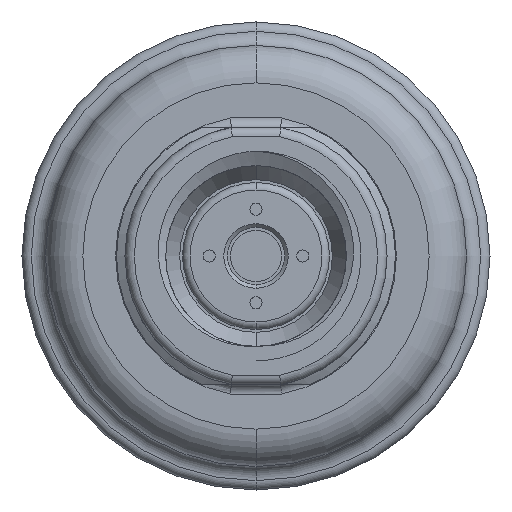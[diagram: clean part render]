
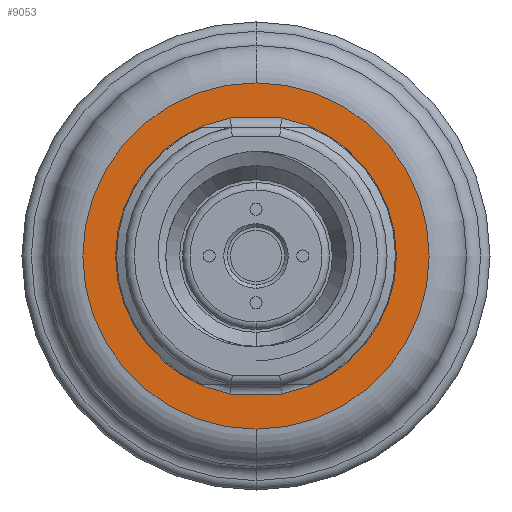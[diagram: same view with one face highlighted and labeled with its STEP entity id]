
A CAD part, front view. The second image highlights one B-rep face of the part: STEP entity #9053.
In plain terms, the highlighted planar face has unit normal (0, -1, 0).
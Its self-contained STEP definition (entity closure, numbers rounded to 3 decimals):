
#2379=CARTESIAN_POINT('',(0.,-3.,0.));
#2380=DIRECTION('',(0.,-1.,0.));
#2381=DIRECTION('',(0.,0.,-1.));
#2382=AXIS2_PLACEMENT_3D('',#2379,#2380,#2381);
#2384=CARTESIAN_POINT('',(0.,-3.,0.));
#2385=DIRECTION('',(0.,-1.,0.));
#2386=DIRECTION('',(0.,0.,1.));
#2387=AXIS2_PLACEMENT_3D('',#2384,#2385,#2386);
#2389=CARTESIAN_POINT('',(0.,-3.,0.));
#2390=DIRECTION('',(0.,-1.,0.));
#2391=DIRECTION('',(-0.182,0.,0.983));
#2392=AXIS2_PLACEMENT_3D('',#2389,#2390,#2391);
#2394=DIRECTION('',(1.,0.,0.));
#2395=VECTOR('',#2394,5.454);
#2396=CARTESIAN_POINT('',(-2.727,-3.,-14.75));
#2397=LINE('',#2396,#2395);
#2398=CARTESIAN_POINT('',(0.,-3.,0.));
#2399=DIRECTION('',(0.,-1.,0.));
#2400=DIRECTION('',(0.182,0.,-0.983));
#2401=AXIS2_PLACEMENT_3D('',#2398,#2399,#2400);
#2403=DIRECTION('',(-1.,0.,0.));
#2404=VECTOR('',#2403,5.454);
#2405=CARTESIAN_POINT('',(2.727,-3.,14.75));
#2406=LINE('',#2405,#2404);
#6631=CARTESIAN_POINT('',(-2.727,-3.,14.75));
#6632=CARTESIAN_POINT('',(-2.727,-3.,-14.75));
#6633=VERTEX_POINT('',#6631);
#6634=VERTEX_POINT('',#6632);
#6639=CARTESIAN_POINT('',(2.727,-3.,-14.75));
#6640=CARTESIAN_POINT('',(2.727,-3.,14.75));
#6641=VERTEX_POINT('',#6639);
#6642=VERTEX_POINT('',#6640);
#6891=CARTESIAN_POINT('',(0.,-3.,-18.5));
#6892=CARTESIAN_POINT('',(0.,-3.,18.5));
#6893=VERTEX_POINT('',#6891);
#6894=VERTEX_POINT('',#6892);
#9033=CARTESIAN_POINT('',(0.,-3.,0.));
#9034=DIRECTION('',(0.,-1.,0.));
#9035=DIRECTION('',(0.,0.,1.));
#9036=AXIS2_PLACEMENT_3D('',#9033,#9034,#9035);
#9037=PLANE('',#9036);
#9039=ORIENTED_EDGE('',*,*,#9038,.F.);
#9041=ORIENTED_EDGE('',*,*,#9040,.F.);
#9042=EDGE_LOOP('',(#9039,#9041));
#9043=FACE_OUTER_BOUND('',#9042,.F.);
#9044=ORIENTED_EDGE('',*,*,#9023,.T.);
#9046=ORIENTED_EDGE('',*,*,#9045,.T.);
#9048=ORIENTED_EDGE('',*,*,#9047,.T.);
#9050=ORIENTED_EDGE('',*,*,#9049,.T.);
#9051=EDGE_LOOP('',(#9044,#9046,#9048,#9050));
#9052=FACE_BOUND('',#9051,.F.);
#9053=ADVANCED_FACE('',(#9043,#9052),#9037,.T.);
#2383=CIRCLE('',#2382,18.5);
#2388=CIRCLE('',#2387,18.5);
#2393=CIRCLE('',#2392,15.);
#2402=CIRCLE('',#2401,15.);
#9023=EDGE_CURVE('',#6633,#6634,#2393,.T.);
#9038=EDGE_CURVE('',#6893,#6894,#2383,.T.);
#9040=EDGE_CURVE('',#6894,#6893,#2388,.T.);
#9045=EDGE_CURVE('',#6634,#6641,#2397,.T.);
#9047=EDGE_CURVE('',#6641,#6642,#2402,.T.);
#9049=EDGE_CURVE('',#6642,#6633,#2406,.T.);
